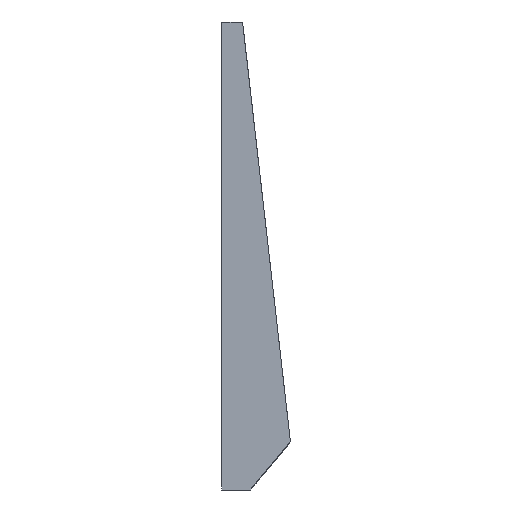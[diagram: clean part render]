
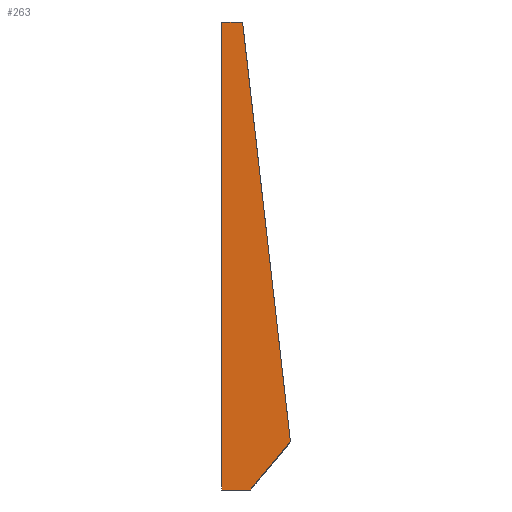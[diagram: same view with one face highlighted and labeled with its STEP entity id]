
A CAD part, left-side view. The second image highlights one B-rep face of the part: STEP entity #263.
In plain terms, the highlighted planar face has unit normal (-1, 0, 0).
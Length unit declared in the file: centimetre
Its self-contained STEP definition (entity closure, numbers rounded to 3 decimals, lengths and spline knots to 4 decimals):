
#6 = DIRECTION ( 'NONE',  ( 0., 0., -1. ) ) ;
#40 = CARTESIAN_POINT ( 'NONE',  ( 0., 0.6, 0. ) ) ;
#52 = VERTEX_POINT ( 'NONE', #806 ) ;
#263 = ADVANCED_FACE ( 'NONE', ( #1582 ), #451, .F. ) ;
#319 = CARTESIAN_POINT ( 'NONE',  ( 0., -6.4669, -5.9088 ) ) ;
#385 = CARTESIAN_POINT ( 'NONE',  ( 0., -0.22, -13.38 ) ) ;
#451 = PLANE ( 'NONE',  #2171 ) ;
#526 = DIRECTION ( 'NONE',  ( 0., 0., 1. ) ) ;
#527 = VERTEX_POINT ( 'NONE', #1716 ) ;
#546 = VECTOR ( 'NONE', #1658, 100. ) ;
#565 = VERTEX_POINT ( 'NONE', #2465 ) ;
#581 = LINE ( 'NONE', #596, #1594 ) ;
#596 = CARTESIAN_POINT ( 'NONE',  ( 0., 0.6, 0. ) ) ;
#614 = DIRECTION ( 'NONE',  ( 0., -1., 0. ) ) ;
#690 = VECTOR ( 'NONE', #2508, 100. ) ;
#806 = CARTESIAN_POINT ( 'NONE',  ( 0., -1.368, -12.007 ) ) ;
#845 = EDGE_CURVE ( 'NONE', #565, #52, #1467, .T. ) ;
#882 = EDGE_CURVE ( 'NONE', #989, #1812, #2910, .T. ) ;
#900 = EDGE_LOOP ( 'NONE', ( #2617, #2089, #1638, #1151, #2196 ) ) ;
#933 = CARTESIAN_POINT ( 'NONE',  ( 0., 0.6, -13.38 ) ) ;
#989 = VERTEX_POINT ( 'NONE', #1586 ) ;
#1025 = CARTESIAN_POINT ( 'NONE',  ( 0., -2.0458, -17.9553 ) ) ;
#1151 = ORIENTED_EDGE ( 'NONE', *, *, #1189, .F. ) ;
#1189 = EDGE_CURVE ( 'NONE', #527, #565, #581, .T. ) ;
#1348 = VECTOR ( 'NONE', #1951, 100. ) ;
#1467 = LINE ( 'NONE', #1025, #546 ) ;
#1582 = FACE_OUTER_BOUND ( 'NONE', #900, .T. ) ;
#1586 = CARTESIAN_POINT ( 'NONE',  ( 0., 0.6, -13.38 ) ) ;
#1594 = VECTOR ( 'NONE', #614, 100. ) ;
#1638 = ORIENTED_EDGE ( 'NONE', *, *, #845, .F. ) ;
#1658 = DIRECTION ( 'NONE',  ( 0., -0.113, -0.994 ) ) ;
#1716 = CARTESIAN_POINT ( 'NONE',  ( 0., 0.6, 0. ) ) ;
#1812 = VERTEX_POINT ( 'NONE', #385 ) ;
#1848 = DIRECTION ( 'NONE',  ( 1., 0., 0. ) ) ;
#1951 = DIRECTION ( 'NONE',  ( 0., -0.641, 0.767 ) ) ;
#2021 = EDGE_CURVE ( 'NONE', #989, #527, #2755, .T. ) ;
#2089 = ORIENTED_EDGE ( 'NONE', *, *, #2153, .T. ) ;
#2153 = EDGE_CURVE ( 'NONE', #1812, #52, #2161, .T. ) ;
#2161 = LINE ( 'NONE', #319, #1348 ) ;
#2171 = AXIS2_PLACEMENT_3D ( 'NONE', #2524, #1848, #6 ) ;
#2196 = ORIENTED_EDGE ( 'NONE', *, *, #2021, .F. ) ;
#2465 = CARTESIAN_POINT ( 'NONE',  ( 0., 0., 0. ) ) ;
#2500 = VECTOR ( 'NONE', #526, 100. ) ;
#2508 = DIRECTION ( 'NONE',  ( 0., -1., 0. ) ) ;
#2524 = CARTESIAN_POINT ( 'NONE',  ( 0., 0.6, 0. ) ) ;
#2617 = ORIENTED_EDGE ( 'NONE', *, *, #882, .T. ) ;
#2755 = LINE ( 'NONE', #40, #2500 ) ;
#2910 = LINE ( 'NONE', #933, #690 ) ;
